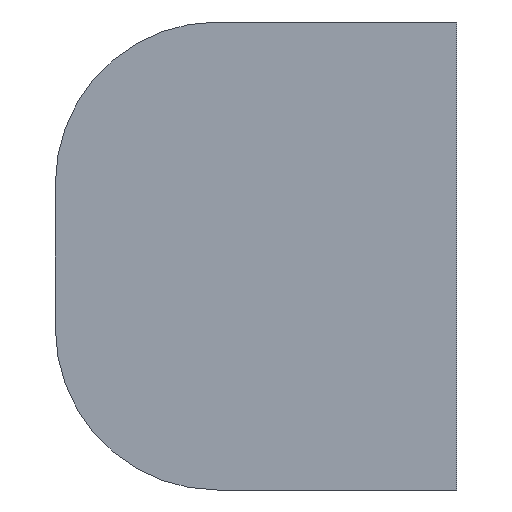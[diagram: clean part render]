
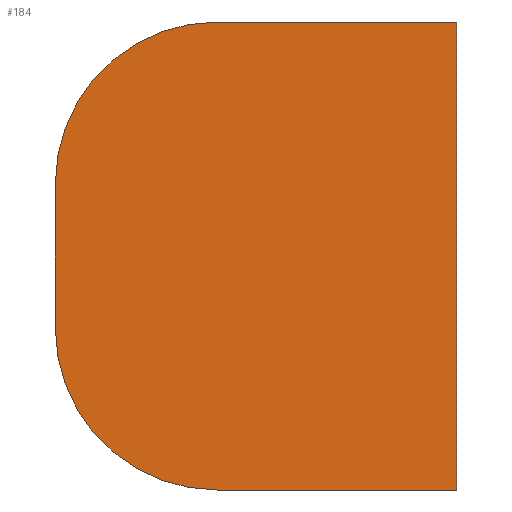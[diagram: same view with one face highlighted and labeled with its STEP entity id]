
A CAD part, left-side view. The second image highlights one B-rep face of the part: STEP entity #184.
In plain terms, the highlighted planar face has unit normal (-1, 0, 0).
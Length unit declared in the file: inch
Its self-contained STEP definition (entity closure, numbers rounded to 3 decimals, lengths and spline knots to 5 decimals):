
#16 = VECTOR ( 'NONE', #514, 39.37008 ) ;
#19 = LINE ( 'NONE', #513, #16 ) ;
#25 = VECTOR ( 'NONE', #502, 39.37008 ) ;
#26 = CIRCLE ( 'NONE', #313, 0.4 ) ;
#28 = LINE ( 'NONE', #501, #25 ) ;
#42 = VECTOR ( 'NONE', #552, 39.37008 ) ;
#44 = VECTOR ( 'NONE', #129, 39.37008 ) ;
#45 = LINE ( 'NONE', #130, #42 ) ;
#48 = CIRCLE ( 'NONE', #307, 0.4 ) ;
#50 = LINE ( 'NONE', #125, #44 ) ;
#105 = FACE_OUTER_BOUND ( 'NONE', #112, .T. ) ;
#112 = EDGE_LOOP ( 'NONE', ( #355, #348, #396, #354, #353, #359 ) ) ;
#125 = CARTESIAN_POINT ( 'NONE',  ( -1.2105, 0.992, 0.5785 ) ) ;
#126 = CARTESIAN_POINT ( 'NONE',  ( -1.2105, 0.592, 0.1785 ) ) ;
#127 = DIRECTION ( 'NONE',  ( -1., 0., 0. ) ) ;
#128 = DIRECTION ( 'NONE',  ( 0., 0., -1. ) ) ;
#129 = DIRECTION ( 'NONE',  ( 0., -1., 0. ) ) ;
#130 = CARTESIAN_POINT ( 'NONE',  ( -1.2105, 0., 0.5785 ) ) ;
#184 = ADVANCED_FACE ( 'NONE', ( #105 ), #585, .F. ) ;
#265 = EDGE_CURVE ( 'NONE', #438, #367, #48, .T. ) ;
#266 = EDGE_CURVE ( 'NONE', #438, #439, #50, .T. ) ;
#267 = EDGE_CURVE ( 'NONE', #420, #439, #45, .T. ) ;
#274 = AXIS2_PLACEMENT_3D ( 'NONE', #572, #574, #575 ) ;
#307 = AXIS2_PLACEMENT_3D ( 'NONE', #126, #127, #128 ) ;
#313 = AXIS2_PLACEMENT_3D ( 'NONE', #504, #505, #506 ) ;
#348 = ORIENTED_EDGE ( 'NONE', *, *, #624, .T. ) ;
#353 = ORIENTED_EDGE ( 'NONE', *, *, #266, .F. ) ;
#354 = ORIENTED_EDGE ( 'NONE', *, *, #267, .T. ) ;
#355 = ORIENTED_EDGE ( 'NONE', *, *, #623, .F. ) ;
#359 = ORIENTED_EDGE ( 'NONE', *, *, #265, .T. ) ;
#367 = VERTEX_POINT ( 'NONE', #553 ) ;
#396 = ORIENTED_EDGE ( 'NONE', *, *, #629, .T. ) ;
#400 = VERTEX_POINT ( 'NONE', #561 ) ;
#416 = VERTEX_POINT ( 'NONE', #563 ) ;
#420 = VERTEX_POINT ( 'NONE', #566 ) ;
#438 = VERTEX_POINT ( 'NONE', #562 ) ;
#439 = VERTEX_POINT ( 'NONE', #527 ) ;
#501 = CARTESIAN_POINT ( 'NONE',  ( -1.2105, 0.992, 0.5785 ) ) ;
#502 = DIRECTION ( 'NONE',  ( 0., 0., 1. ) ) ;
#504 = CARTESIAN_POINT ( 'NONE',  ( -1.2105, 0.592, -0.1785 ) ) ;
#505 = DIRECTION ( 'NONE',  ( -1., 0., 0. ) ) ;
#506 = DIRECTION ( 'NONE',  ( 0., 0., -1. ) ) ;
#513 = CARTESIAN_POINT ( 'NONE',  ( -1.2105, 0.992, -0.5785 ) ) ;
#514 = DIRECTION ( 'NONE',  ( 0., -1., 0. ) ) ;
#527 = CARTESIAN_POINT ( 'NONE',  ( -1.2105, 0., 0.5785 ) ) ;
#552 = DIRECTION ( 'NONE',  ( 0., 0., 1. ) ) ;
#553 = CARTESIAN_POINT ( 'NONE',  ( -1.2105, 0.992, 0.1785 ) ) ;
#561 = CARTESIAN_POINT ( 'NONE',  ( -1.2105, 0.992, -0.1785 ) ) ;
#562 = CARTESIAN_POINT ( 'NONE',  ( -1.2105, 0.592, 0.5785 ) ) ;
#563 = CARTESIAN_POINT ( 'NONE',  ( -1.2105, 0.592, -0.5785 ) ) ;
#566 = CARTESIAN_POINT ( 'NONE',  ( -1.2105, 0., -0.5785 ) ) ;
#572 = CARTESIAN_POINT ( 'NONE',  ( -1.2105, 0.992, 0.5785 ) ) ;
#574 = DIRECTION ( 'NONE',  ( 1., 0., 0. ) ) ;
#575 = DIRECTION ( 'NONE',  ( 0., 0., -1. ) ) ;
#585 = PLANE ( 'NONE',  #274 ) ;
#623 = EDGE_CURVE ( 'NONE', #400, #367, #28, .T. ) ;
#624 = EDGE_CURVE ( 'NONE', #400, #416, #26, .T. ) ;
#629 = EDGE_CURVE ( 'NONE', #416, #420, #19, .T. ) ;
